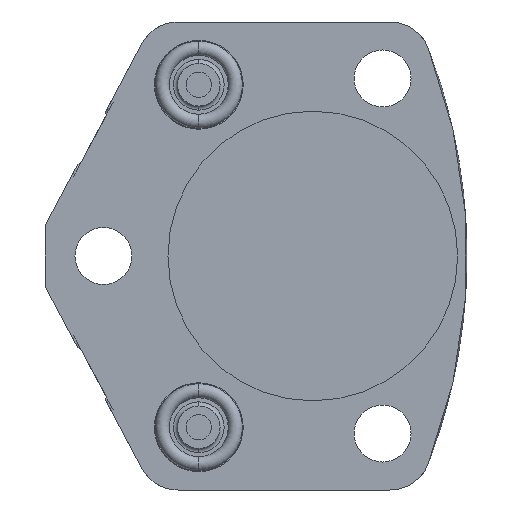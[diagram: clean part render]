
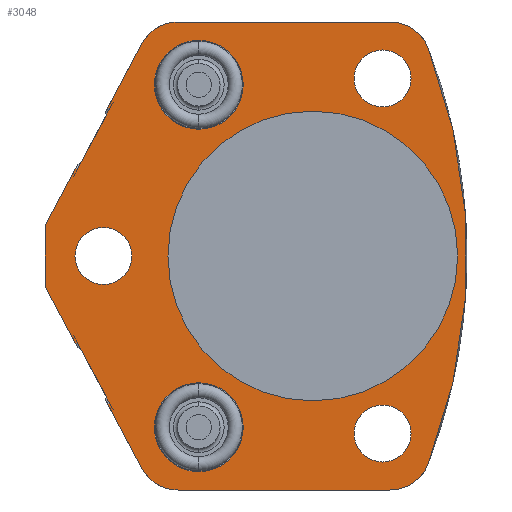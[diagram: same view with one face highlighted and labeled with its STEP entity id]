
A CAD part, front view. The second image highlights one B-rep face of the part: STEP entity #3048.
In plain terms, the highlighted planar face has unit normal (0, -1, 0).
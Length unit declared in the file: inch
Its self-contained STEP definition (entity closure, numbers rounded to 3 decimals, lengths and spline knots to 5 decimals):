
#325=CARTESIAN_POINT('',(0.,0.,0.));
#326=DIRECTION('',(0.,-1.,0.));
#327=DIRECTION('',(1.,0.,0.));
#328=AXIS2_PLACEMENT_3D('',#325,#326,#327);
#333=CARTESIAN_POINT('',(0.,0.,0.));
#334=DIRECTION('',(0.,1.,0.));
#335=DIRECTION('',(1.,0.,0.));
#336=AXIS2_PLACEMENT_3D('',#333,#334,#335);
#341=CARTESIAN_POINT('',(0.344,0.,0.875));
#342=DIRECTION('',(0.,-1.,0.));
#343=DIRECTION('',(1.,0.,0.));
#344=AXIS2_PLACEMENT_3D('',#341,#342,#343);
#349=CARTESIAN_POINT('',(0.344,0.,0.875));
#350=DIRECTION('',(0.,-1.,0.));
#351=DIRECTION('',(-1.,0.,0.));
#352=AXIS2_PLACEMENT_3D('',#349,#350,#351);
#357=CARTESIAN_POINT('',(0.344,0.,-0.875));
#358=DIRECTION('',(0.,-1.,0.));
#359=DIRECTION('',(1.,0.,0.));
#360=AXIS2_PLACEMENT_3D('',#357,#358,#359);
#365=CARTESIAN_POINT('',(0.344,0.,-0.875));
#366=DIRECTION('',(0.,-1.,0.));
#367=DIRECTION('',(-1.,0.,0.));
#368=AXIS2_PLACEMENT_3D('',#365,#366,#367);
#373=CARTESIAN_POINT('',(-1.032,0.,0.));
#374=DIRECTION('',(0.,-1.,0.));
#375=DIRECTION('',(1.,0.,0.));
#376=AXIS2_PLACEMENT_3D('',#373,#374,#375);
#381=CARTESIAN_POINT('',(-1.032,0.,0.));
#382=DIRECTION('',(0.,-1.,0.));
#383=DIRECTION('',(-1.,0.,0.));
#384=AXIS2_PLACEMENT_3D('',#381,#382,#383);
#389=DIRECTION('',(-0.469,0.,-0.883));
#390=VECTOR('',#389,0.33929);
#391=CARTESIAN_POINT('',(-1.00197,0.,0.72489));
#392=LINE('',#391,#390);
#396=DIRECTION('',(0.883,0.,-0.469));
#397=VECTOR('',#396,0.01);
#398=CARTESIAN_POINT('',(-1.0108,0.,0.72959));
#399=LINE('',#398,#397);
#403=DIRECTION('',(0.469,0.,0.883));
#404=VECTOR('',#403,0.35814);
#405=CARTESIAN_POINT('',(-1.0108,0.,0.72959));
#406=LINE('',#405,#404);
#410=DIRECTION('',(1.,0.,0.));
#411=VECTOR('',#410,1.04331);
#412=CARTESIAN_POINT('',(-0.66342,0.,1.1535));
#413=LINE('',#412,#411);
#417=CARTESIAN_POINT('',(-2.082,0.,0.));
#418=DIRECTION('',(0.,-1.,0.));
#419=DIRECTION('',(0.933,0.,-0.36));
#420=AXIS2_PLACEMENT_3D('',#417,#418,#419);
#425=DIRECTION('',(-1.,0.,0.));
#426=VECTOR('',#425,1.04331);
#427=CARTESIAN_POINT('',(0.37988,0.,-1.1535));
#428=LINE('',#427,#426);
#432=DIRECTION('',(0.469,0.,-0.883));
#433=VECTOR('',#432,0.35814);
#434=CARTESIAN_POINT('',(-1.0108,0.,-0.72959));
#435=LINE('',#434,#433);
#439=DIRECTION('',(0.883,0.,0.469));
#440=VECTOR('',#439,0.01);
#441=CARTESIAN_POINT('',(-1.0108,0.,-0.72959));
#442=LINE('',#441,#440);
#446=DIRECTION('',(0.469,0.,-0.883));
#447=VECTOR('',#446,0.33929);
#448=CARTESIAN_POINT('',(-1.16126,0.,-0.42531));
#449=LINE('',#448,#447);
#453=DIRECTION('',(0.883,0.,0.469));
#454=VECTOR('',#453,0.01);
#455=CARTESIAN_POINT('',(-1.17008,0.,-0.43001));
#456=LINE('',#455,#454);
#460=DIRECTION('',(0.469,0.,-0.883));
#461=VECTOR('',#460,0.31933);
#462=CARTESIAN_POINT('',(-1.32,0.,-0.14806));
#463=LINE('',#462,#461);
#467=DIRECTION('',(0.,0.,-1.));
#468=VECTOR('',#467,0.29612);
#469=CARTESIAN_POINT('',(-1.32,0.,0.14806));
#470=LINE('',#469,#468);
#474=DIRECTION('',(0.469,0.,0.883));
#475=VECTOR('',#474,0.31933);
#476=CARTESIAN_POINT('',(-1.32,0.,0.14806));
#477=LINE('',#476,#475);
#481=DIRECTION('',(0.883,0.,-0.469));
#482=VECTOR('',#481,0.01);
#483=CARTESIAN_POINT('',(-1.17008,0.,0.43001));
#484=LINE('',#483,#482);
#488=CARTESIAN_POINT('',(-0.562,0.,-0.844));
#489=DIRECTION('',(0.,1.,0.));
#490=DIRECTION('',(-1.,0.,0.));
#491=AXIS2_PLACEMENT_3D('',#488,#489,#490);
#496=CARTESIAN_POINT('',(-0.562,0.,-0.844));
#497=DIRECTION('',(0.,1.,0.));
#498=DIRECTION('',(1.,0.,0.));
#499=AXIS2_PLACEMENT_3D('',#496,#497,#498);
#504=CARTESIAN_POINT('',(-0.562,0.,0.844));
#505=DIRECTION('',(0.,1.,0.));
#506=DIRECTION('',(-1.,0.,0.));
#507=AXIS2_PLACEMENT_3D('',#504,#505,#506);
#512=CARTESIAN_POINT('',(-0.562,0.,0.844));
#513=DIRECTION('',(0.,1.,0.));
#514=DIRECTION('',(1.,0.,0.));
#515=AXIS2_PLACEMENT_3D('',#512,#513,#514);
#1026=CARTESIAN_POINT('',(-0.66342,0.,-0.9505));
#1027=DIRECTION('',(0.,-1.,0.));
#1028=DIRECTION('',(-0.883,0.,-0.469));
#1029=AXIS2_PLACEMENT_3D('',#1026,#1027,#1028);
#1062=CARTESIAN_POINT('',(0.37988,0.,-0.9505));
#1063=DIRECTION('',(0.,-1.,0.));
#1064=DIRECTION('',(0.,0.,-1.));
#1065=AXIS2_PLACEMENT_3D('',#1062,#1063,#1064);
#1084=CARTESIAN_POINT('',(0.37988,0.,0.9505));
#1085=DIRECTION('',(0.,-1.,0.));
#1086=DIRECTION('',(0.933,0.,0.36));
#1087=AXIS2_PLACEMENT_3D('',#1084,#1085,#1086);
#1120=CARTESIAN_POINT('',(-0.66342,0.,0.9505));
#1121=DIRECTION('',(0.,-1.,0.));
#1122=DIRECTION('',(0.,0.,1.));
#1123=AXIS2_PLACEMENT_3D('',#1120,#1121,#1122);
#2507=CARTESIAN_POINT('',(0.714,0.,0.));
#2509=VERTEX_POINT('',#2507);
#2511=CARTESIAN_POINT('',(-0.714,0.,0.));
#2513=VERTEX_POINT('',#2511);
#2514=CARTESIAN_POINT('',(-1.32,0.,0.14806));
#2515=CARTESIAN_POINT('',(-1.32,0.,-0.14806));
#2516=VERTEX_POINT('',#2514);
#2517=VERTEX_POINT('',#2515);
#2518=CARTESIAN_POINT('',(0.4845,0.,0.875));
#2519=CARTESIAN_POINT('',(0.2035,0.,0.875));
#2520=VERTEX_POINT('',#2518);
#2521=VERTEX_POINT('',#2519);
#2552=CARTESIAN_POINT('',(-1.16126,0.,-0.42531));
#2553=CARTESIAN_POINT('',(-1.00197,0.,-0.72489));
#2554=VERTEX_POINT('',#2552);
#2555=VERTEX_POINT('',#2553);
#2556=CARTESIAN_POINT('',(-1.17008,0.,-0.43001));
#2557=VERTEX_POINT('',#2556);
#2558=CARTESIAN_POINT('',(-1.0108,0.,-0.72959));
#2559=VERTEX_POINT('',#2558);
#2581=CARTESIAN_POINT('',(-1.00197,0.,0.72489));
#2582=CARTESIAN_POINT('',(-1.16126,0.,0.42531));
#2583=VERTEX_POINT('',#2581);
#2584=VERTEX_POINT('',#2582);
#2585=CARTESIAN_POINT('',(-1.0108,0.,0.72959));
#2586=VERTEX_POINT('',#2585);
#2587=CARTESIAN_POINT('',(-1.17008,0.,0.43001));
#2588=VERTEX_POINT('',#2587);
#2614=CARTESIAN_POINT('',(-0.781,0.,-0.844));
#2615=CARTESIAN_POINT('',(-0.343,0.,-0.844));
#2616=VERTEX_POINT('',#2614);
#2617=VERTEX_POINT('',#2615);
#2634=CARTESIAN_POINT('',(-0.781,0.,0.844));
#2635=CARTESIAN_POINT('',(-0.343,0.,0.844));
#2636=VERTEX_POINT('',#2634);
#2637=VERTEX_POINT('',#2635);
#2668=CARTESIAN_POINT('',(0.37988,0.,-1.1535));
#2669=CARTESIAN_POINT('',(0.56926,0.,-1.02362));
#2670=VERTEX_POINT('',#2668);
#2671=VERTEX_POINT('',#2669);
#2672=CARTESIAN_POINT('',(0.56926,0.,1.02362));
#2673=CARTESIAN_POINT('',(0.37988,0.,1.1535));
#2674=VERTEX_POINT('',#2672);
#2675=VERTEX_POINT('',#2673);
#2676=CARTESIAN_POINT('',(-0.66342,0.,1.1535));
#2677=CARTESIAN_POINT('',(-0.84266,0.,1.0458));
#2678=VERTEX_POINT('',#2676);
#2679=VERTEX_POINT('',#2677);
#2680=CARTESIAN_POINT('',(-0.84266,0.,-1.0458));
#2681=CARTESIAN_POINT('',(-0.66342,0.,-1.1535));
#2682=VERTEX_POINT('',#2680);
#2683=VERTEX_POINT('',#2681);
#2684=CARTESIAN_POINT('',(0.4845,0.,-0.875));
#2685=CARTESIAN_POINT('',(0.2035,0.,-0.875));
#2686=VERTEX_POINT('',#2684);
#2687=VERTEX_POINT('',#2685);
#2688=CARTESIAN_POINT('',(-0.8915,0.,0.));
#2689=CARTESIAN_POINT('',(-1.1725,0.,0.));
#2690=VERTEX_POINT('',#2688);
#2691=VERTEX_POINT('',#2689);
#2971=CARTESIAN_POINT('',(0.,0.,0.));
#2972=DIRECTION('',(0.,-1.,0.));
#2973=DIRECTION('',(-1.,0.,0.));
#2974=AXIS2_PLACEMENT_3D('',#2971,#2972,#2973);
#2975=PLANE('',#2974);
#2977=ORIENTED_EDGE('',*,*,#2976,.F.);
#2979=ORIENTED_EDGE('',*,*,#2978,.F.);
#2981=ORIENTED_EDGE('',*,*,#2980,.T.);
#2983=ORIENTED_EDGE('',*,*,#2982,.F.);
#2985=ORIENTED_EDGE('',*,*,#2984,.T.);
#2987=ORIENTED_EDGE('',*,*,#2986,.F.);
#2989=ORIENTED_EDGE('',*,*,#2988,.F.);
#2991=ORIENTED_EDGE('',*,*,#2990,.F.);
#2993=ORIENTED_EDGE('',*,*,#2992,.T.);
#2995=ORIENTED_EDGE('',*,*,#2994,.F.);
#2997=ORIENTED_EDGE('',*,*,#2996,.F.);
#2999=ORIENTED_EDGE('',*,*,#2998,.T.);
#3001=ORIENTED_EDGE('',*,*,#3000,.F.);
#3003=ORIENTED_EDGE('',*,*,#3002,.F.);
#3005=ORIENTED_EDGE('',*,*,#3004,.F.);
#3007=ORIENTED_EDGE('',*,*,#3006,.F.);
#3009=ORIENTED_EDGE('',*,*,#3008,.T.);
#3011=ORIENTED_EDGE('',*,*,#3010,.T.);
#3012=EDGE_LOOP('',(#2977,#2979,#2981,#2983,#2985,#2987,#2989,#2991,#2993,#2995,
#2997,#2999,#3001,#3003,#3005,#3007,#3009,#3011));
#3013=FACE_OUTER_BOUND('',#3012,.F.);
#3015=ORIENTED_EDGE('',*,*,#3014,.T.);
#3017=ORIENTED_EDGE('',*,*,#3016,.T.);
#3018=EDGE_LOOP('',(#3015,#3017));
#3019=FACE_BOUND('',#3018,.F.);
#3020=ORIENTED_EDGE('',*,*,#2951,.T.);
#3021=ORIENTED_EDGE('',*,*,#2965,.T.);
#3022=EDGE_LOOP('',(#3020,#3021));
#3023=FACE_BOUND('',#3022,.F.);
#3025=ORIENTED_EDGE('',*,*,#3024,.T.);
#3027=ORIENTED_EDGE('',*,*,#3026,.T.);
#3028=EDGE_LOOP('',(#3025,#3027));
#3029=FACE_BOUND('',#3028,.F.);
#3031=ORIENTED_EDGE('',*,*,#3030,.T.);
#3033=ORIENTED_EDGE('',*,*,#3032,.F.);
#3034=EDGE_LOOP('',(#3031,#3033));
#3035=FACE_BOUND('',#3034,.F.);
#3037=ORIENTED_EDGE('',*,*,#3036,.F.);
#3039=ORIENTED_EDGE('',*,*,#3038,.F.);
#3040=EDGE_LOOP('',(#3037,#3039));
#3041=FACE_BOUND('',#3040,.F.);
#3043=ORIENTED_EDGE('',*,*,#3042,.F.);
#3045=ORIENTED_EDGE('',*,*,#3044,.F.);
#3046=EDGE_LOOP('',(#3043,#3045));
#3047=FACE_BOUND('',#3046,.F.);
#329=CIRCLE('',#328,0.714);
#337=CIRCLE('',#336,0.714);
#345=CIRCLE('',#344,0.1405);
#353=CIRCLE('',#352,0.1405);
#361=CIRCLE('',#360,0.1405);
#369=CIRCLE('',#368,0.1405);
#377=CIRCLE('',#376,0.1405);
#385=CIRCLE('',#384,0.1405);
#421=CIRCLE('',#420,2.842);
#492=CIRCLE('',#491,0.219);
#500=CIRCLE('',#499,0.219);
#508=CIRCLE('',#507,0.219);
#516=CIRCLE('',#515,0.219);
#1030=CIRCLE('',#1029,0.203);
#1066=CIRCLE('',#1065,0.203);
#1088=CIRCLE('',#1087,0.203);
#1124=CIRCLE('',#1123,0.203);
#2951=EDGE_CURVE('',#2686,#2687,#361,.T.);
#2965=EDGE_CURVE('',#2687,#2686,#369,.T.);
#2976=EDGE_CURVE('',#2583,#2584,#392,.T.);
#2978=EDGE_CURVE('',#2586,#2583,#399,.T.);
#2980=EDGE_CURVE('',#2586,#2679,#406,.T.);
#2982=EDGE_CURVE('',#2678,#2679,#1124,.T.);
#2984=EDGE_CURVE('',#2678,#2675,#413,.T.);
#2986=EDGE_CURVE('',#2674,#2675,#1088,.T.);
#2988=EDGE_CURVE('',#2671,#2674,#421,.T.);
#2990=EDGE_CURVE('',#2670,#2671,#1066,.T.);
#2992=EDGE_CURVE('',#2670,#2683,#428,.T.);
#2994=EDGE_CURVE('',#2682,#2683,#1030,.T.);
#2996=EDGE_CURVE('',#2559,#2682,#435,.T.);
#2998=EDGE_CURVE('',#2559,#2555,#442,.T.);
#3000=EDGE_CURVE('',#2554,#2555,#449,.T.);
#3002=EDGE_CURVE('',#2557,#2554,#456,.T.);
#3004=EDGE_CURVE('',#2517,#2557,#463,.T.);
#3006=EDGE_CURVE('',#2516,#2517,#470,.T.);
#3008=EDGE_CURVE('',#2516,#2588,#477,.T.);
#3010=EDGE_CURVE('',#2588,#2584,#484,.T.);
#3014=EDGE_CURVE('',#2520,#2521,#345,.T.);
#3016=EDGE_CURVE('',#2521,#2520,#353,.T.);
#3024=EDGE_CURVE('',#2690,#2691,#377,.T.);
#3026=EDGE_CURVE('',#2691,#2690,#385,.T.);
#3030=EDGE_CURVE('',#2509,#2513,#329,.T.);
#3032=EDGE_CURVE('',#2509,#2513,#337,.T.);
#3036=EDGE_CURVE('',#2616,#2617,#492,.T.);
#3038=EDGE_CURVE('',#2617,#2616,#500,.T.);
#3042=EDGE_CURVE('',#2636,#2637,#508,.T.);
#3044=EDGE_CURVE('',#2637,#2636,#516,.T.);
#3048=ADVANCED_FACE('',(#3013,#3019,#3023,#3029,#3035,#3041,#3047),#2975,.T.);
